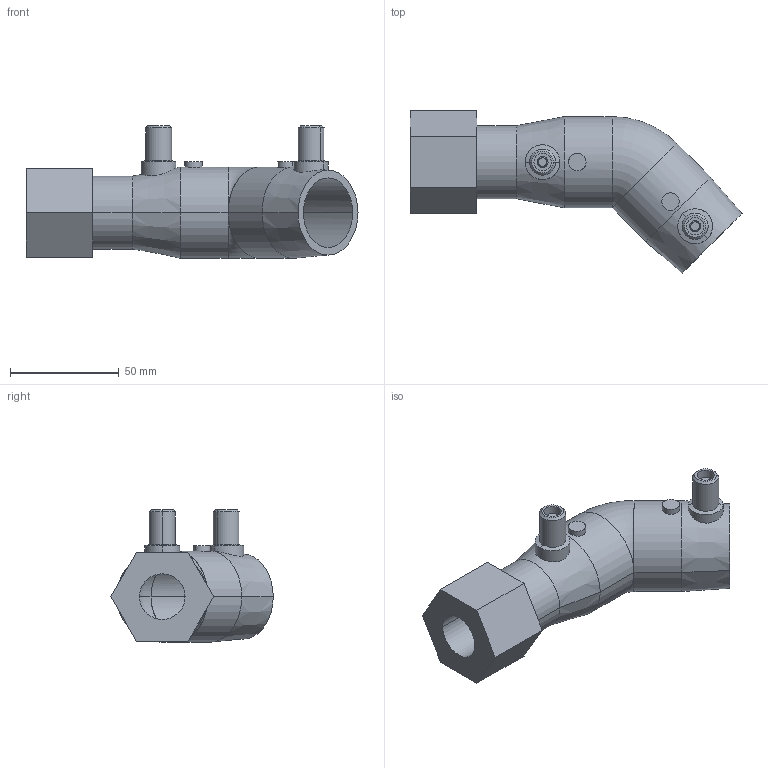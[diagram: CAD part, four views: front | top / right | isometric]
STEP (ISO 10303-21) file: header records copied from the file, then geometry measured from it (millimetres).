
FILE_DESCRIPTION( ( '' ), '1' );
FILE_NAME( 'AGRU_25188323211_PE_100_schwarz_E-Übergangswinkel_45°_32X1__SDR_11_05.stp', '2017-12-12T10:08:21', ( '' ), ( '' ), ' ', ' ', ' ' );
FILE_SCHEMA( ( 'automotive_design' ) );
Length unit declared in the file: millimetre
Products named in the file (1): 1
Bounding box: 152.75 x 74.72 x 61 mm (x, y, z)
Volume: 112919.5 mm3; surface area: 38229.2 mm2
Topology: 1 solids, 1 shells, 76 faces, 164 edges, 101 vertices
Faces by surface type: cylinder 32, plane 24, cone 16, torus 4
Entity records: 4467 total; most frequent: CARTESIAN_POINT 822, DIRECTION 376, STYLED_ITEM 342, PRESENTATION_STYLE_ASSIGNMENT 342, COLOUR_RGB 342, ORIENTED_EDGE 328, EDGE_CURVE 164, CURVE_STYLE 164
